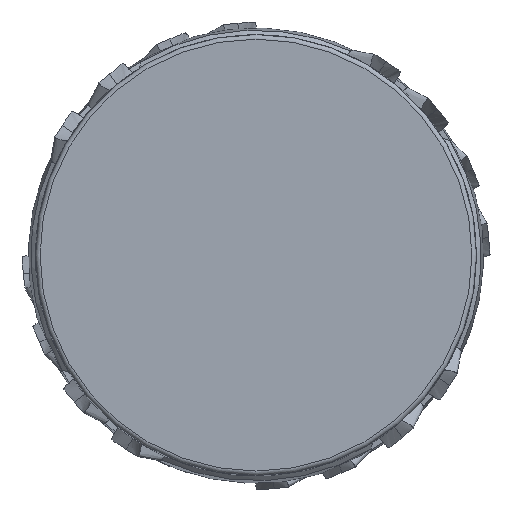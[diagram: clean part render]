
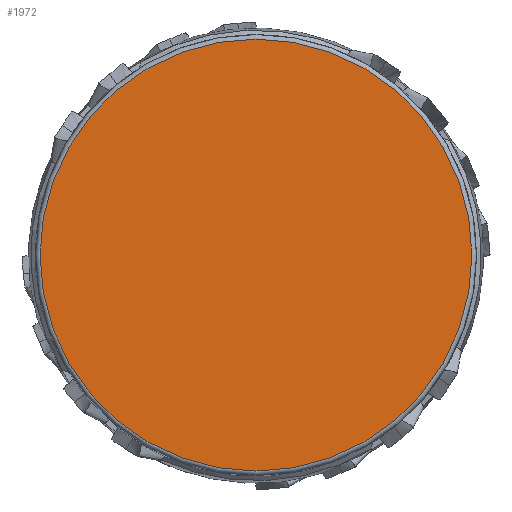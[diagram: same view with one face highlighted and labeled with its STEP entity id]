
A CAD part, top view. The second image highlights one B-rep face of the part: STEP entity #1972.
In plain terms, the highlighted planar face has unit normal (0, 0, 1).
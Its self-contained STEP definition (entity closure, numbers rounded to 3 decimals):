
#1972=ADVANCED_FACE('CLONE_TP_FACE',(#2677),#2515,.T.);
#2515=PLANE('',#9701);
#2677=FACE_OUTER_BOUND('',#3151,.T.);
#3151=EDGE_LOOP('',(#4065));
#4065=ORIENTED_EDGE('',*,*,#7604,.T.);
#6663=VERTEX_POINT('',#14449);
#7604=EDGE_CURVE('',#6663,#6663,#8811,.T.);
#8811=CIRCLE('',#9686,23.411);
#9686=AXIS2_PLACEMENT_3D('',#14448,#11066,#11067);
#9701=AXIS2_PLACEMENT_3D('',#14545,#11096,#11097);
#11066=DIRECTION('',(0.,0.,1.));
#11067=DIRECTION('',(1.,0.,0.));
#11096=DIRECTION('',(0.,0.,1.));
#11097=DIRECTION('',(1.,0.,0.));
#14448=CARTESIAN_POINT('',(0.,0.,0.));
#14449=CARTESIAN_POINT('',(23.411,0.,0.));
#14545=CARTESIAN_POINT('',(9.53,0.,0.));
